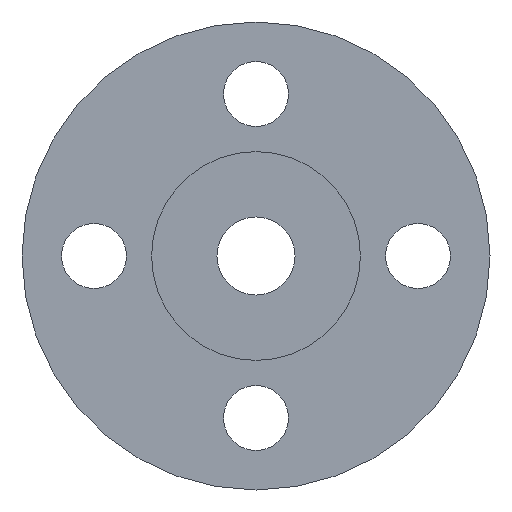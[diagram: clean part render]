
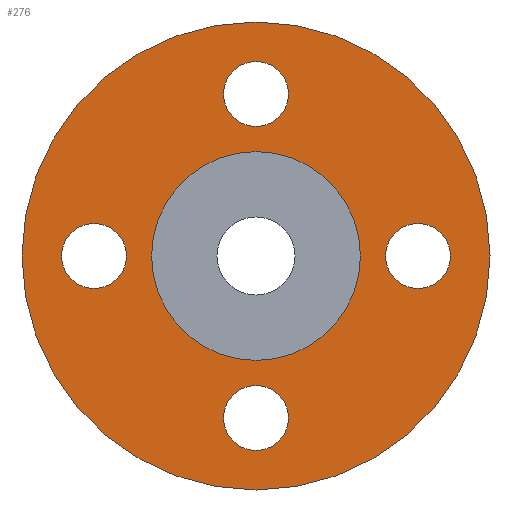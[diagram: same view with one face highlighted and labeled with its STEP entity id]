
A CAD part, front view. The second image highlights one B-rep face of the part: STEP entity #276.
In plain terms, the highlighted planar face has unit normal (0, -1, 0).
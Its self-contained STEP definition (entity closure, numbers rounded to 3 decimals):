
#2 = CARTESIAN_POINT ( 'NONE',  ( 0., 2., 0. ) ) ;
#7 = CIRCLE ( 'NONE', #457, 9. ) ;
#8 = ORIENTED_EDGE ( 'NONE', *, *, #49, .F. ) ;
#10 = VERTEX_POINT ( 'NONE', #602 ) ;
#11 = CARTESIAN_POINT ( 'NONE',  ( 0., 2., -45. ) ) ;
#16 = AXIS2_PLACEMENT_3D ( 'NONE', #11, #562, #565 ) ;
#27 = CIRCLE ( 'NONE', #564, 9. ) ;
#32 = CARTESIAN_POINT ( 'NONE',  ( 0., 2., 36. ) ) ;
#38 = VERTEX_POINT ( 'NONE', #738 ) ;
#40 = EDGE_CURVE ( 'NONE', #72, #176, #27, .T. ) ;
#46 = DIRECTION ( 'NONE',  ( 0., 0., -1. ) ) ;
#49 = EDGE_CURVE ( 'NONE', #38, #204, #302, .T. ) ;
#53 = CARTESIAN_POINT ( 'NONE',  ( 0., 2., -29. ) ) ;
#59 = DIRECTION ( 'NONE',  ( 0., -1., 0. ) ) ;
#64 = FACE_BOUND ( 'NONE', #447, .T. ) ;
#71 = FACE_BOUND ( 'NONE', #373, .T. ) ;
#72 = VERTEX_POINT ( 'NONE', #32 ) ;
#74 = AXIS2_PLACEMENT_3D ( 'NONE', #438, #684, #166 ) ;
#75 = VERTEX_POINT ( 'NONE', #637 ) ;
#97 = CARTESIAN_POINT ( 'NONE',  ( -45., 2., 9. ) ) ;
#110 = VERTEX_POINT ( 'NONE', #355 ) ;
#122 = EDGE_LOOP ( 'NONE', ( #706, #394 ) ) ;
#129 = DIRECTION ( 'NONE',  ( 0., 0., -1. ) ) ;
#144 = VERTEX_POINT ( 'NONE', #53 ) ;
#146 = CARTESIAN_POINT ( 'NONE',  ( 0., 2., 0. ) ) ;
#152 = CARTESIAN_POINT ( 'NONE',  ( 0., 2., 45. ) ) ;
#155 = AXIS2_PLACEMENT_3D ( 'NONE', #174, #357, #669 ) ;
#158 = EDGE_LOOP ( 'NONE', ( #423, #341 ) ) ;
#160 = DIRECTION ( 'NONE',  ( 0., 0., 1. ) ) ;
#166 = DIRECTION ( 'NONE',  ( 0., 0., -1. ) ) ;
#174 = CARTESIAN_POINT ( 'NONE',  ( 0., 2., 0. ) ) ;
#176 = VERTEX_POINT ( 'NONE', #725 ) ;
#179 = DIRECTION ( 'NONE',  ( 0., -1., 0. ) ) ;
#182 = AXIS2_PLACEMENT_3D ( 'NONE', #262, #622, #255 ) ;
#183 = DIRECTION ( 'NONE',  ( 0., 0., -1. ) ) ;
#185 = EDGE_CURVE ( 'NONE', #520, #579, #7, .T. ) ;
#192 = DIRECTION ( 'NONE',  ( 0., 1., 0. ) ) ;
#202 = EDGE_CURVE ( 'NONE', #575, #75, #664, .T. ) ;
#204 = VERTEX_POINT ( 'NONE', #785 ) ;
#252 = FACE_BOUND ( 'NONE', #593, .T. ) ;
#255 = DIRECTION ( 'NONE',  ( 0., 0., -1. ) ) ;
#262 = CARTESIAN_POINT ( 'NONE',  ( -45., 2., 0. ) ) ;
#267 = VERTEX_POINT ( 'NONE', #491 ) ;
#270 = EDGE_CURVE ( 'NONE', #75, #575, #468, .T. ) ;
#276 = ADVANCED_FACE ( 'NONE', ( #568, #71, #625, #64, #252, #445 ), #442, .T. ) ;
#280 = DIRECTION ( 'NONE',  ( 0., 1., 0. ) ) ;
#289 = DIRECTION ( 'NONE',  ( 0., 0., -1. ) ) ;
#302 = CIRCLE ( 'NONE', #155, 65. ) ;
#310 = ORIENTED_EDGE ( 'NONE', *, *, #474, .T. ) ;
#315 = EDGE_CURVE ( 'NONE', #110, #267, #787, .T. ) ;
#336 = EDGE_CURVE ( 'NONE', #579, #520, #700, .T. ) ;
#341 = ORIENTED_EDGE ( 'NONE', *, *, #185, .F. ) ;
#346 = DIRECTION ( 'NONE',  ( 0., -1., 0. ) ) ;
#355 = CARTESIAN_POINT ( 'NONE',  ( 0., 2., -54. ) ) ;
#357 = DIRECTION ( 'NONE',  ( 0., 1., 0. ) ) ;
#364 = CIRCLE ( 'NONE', #74, 9. ) ;
#366 = AXIS2_PLACEMENT_3D ( 'NONE', #688, #509, #129 ) ;
#373 = EDGE_LOOP ( 'NONE', ( #409, #693 ) ) ;
#375 = EDGE_CURVE ( 'NONE', #204, #38, #578, .T. ) ;
#384 = ORIENTED_EDGE ( 'NONE', *, *, #315, .F. ) ;
#387 = EDGE_CURVE ( 'NONE', #267, #110, #364, .T. ) ;
#389 = CIRCLE ( 'NONE', #570, 29. ) ;
#394 = ORIENTED_EDGE ( 'NONE', *, *, #270, .F. ) ;
#409 = ORIENTED_EDGE ( 'NONE', *, *, #40, .F. ) ;
#417 = AXIS2_PLACEMENT_3D ( 'NONE', #2, #192, #503 ) ;
#421 = CARTESIAN_POINT ( 'NONE',  ( 45., 2., 0. ) ) ;
#423 = ORIENTED_EDGE ( 'NONE', *, *, #336, .F. ) ;
#433 = CARTESIAN_POINT ( 'NONE',  ( -45., 2., 0. ) ) ;
#438 = CARTESIAN_POINT ( 'NONE',  ( 0., 2., -45. ) ) ;
#442 = PLANE ( 'NONE',  #366 ) ;
#445 = FACE_OUTER_BOUND ( 'NONE', #483, .T. ) ;
#447 = EDGE_LOOP ( 'NONE', ( #384, #804 ) ) ;
#451 = EDGE_CURVE ( 'NONE', #176, #72, #560, .T. ) ;
#457 = AXIS2_PLACEMENT_3D ( 'NONE', #433, #749, #183 ) ;
#468 = CIRCLE ( 'NONE', #510, 9. ) ;
#474 = EDGE_CURVE ( 'NONE', #10, #144, #635, .T. ) ;
#481 = DIRECTION ( 'NONE',  ( 0., 0., -1. ) ) ;
#483 = EDGE_LOOP ( 'NONE', ( #703, #8 ) ) ;
#491 = CARTESIAN_POINT ( 'NONE',  ( 0., 2., -36. ) ) ;
#503 = DIRECTION ( 'NONE',  ( 0., 0., 1. ) ) ;
#509 = DIRECTION ( 'NONE',  ( 0., -1., 0. ) ) ;
#510 = AXIS2_PLACEMENT_3D ( 'NONE', #743, #179, #613 ) ;
#519 = EDGE_CURVE ( 'NONE', #144, #10, #389, .T. ) ;
#520 = VERTEX_POINT ( 'NONE', #97 ) ;
#523 = AXIS2_PLACEMENT_3D ( 'NONE', #421, #59, #481 ) ;
#529 = DIRECTION ( 'NONE',  ( 0., 0., 1. ) ) ;
#539 = CARTESIAN_POINT ( 'NONE',  ( 0., 2., 0. ) ) ;
#555 = CARTESIAN_POINT ( 'NONE',  ( -45., 2., -9. ) ) ;
#560 = CIRCLE ( 'NONE', #690, 9. ) ;
#562 = DIRECTION ( 'NONE',  ( 0., -1., 0. ) ) ;
#564 = AXIS2_PLACEMENT_3D ( 'NONE', #152, #346, #289 ) ;
#565 = DIRECTION ( 'NONE',  ( 0., 0., -1. ) ) ;
#568 = FACE_BOUND ( 'NONE', #122, .T. ) ;
#570 = AXIS2_PLACEMENT_3D ( 'NONE', #539, #775, #160 ) ;
#575 = VERTEX_POINT ( 'NONE', #801 ) ;
#578 = CIRCLE ( 'NONE', #417, 65. ) ;
#579 = VERTEX_POINT ( 'NONE', #555 ) ;
#593 = EDGE_LOOP ( 'NONE', ( #310, #680 ) ) ;
#601 = CARTESIAN_POINT ( 'NONE',  ( 0., 2., 45. ) ) ;
#602 = CARTESIAN_POINT ( 'NONE',  ( 0., 2., 29. ) ) ;
#613 = DIRECTION ( 'NONE',  ( 0., 0., -1. ) ) ;
#622 = DIRECTION ( 'NONE',  ( 0., -1., 0. ) ) ;
#625 = FACE_BOUND ( 'NONE', #158, .T. ) ;
#635 = CIRCLE ( 'NONE', #797, 29. ) ;
#637 = CARTESIAN_POINT ( 'NONE',  ( 45., 2., 9. ) ) ;
#664 = CIRCLE ( 'NONE', #523, 9. ) ;
#669 = DIRECTION ( 'NONE',  ( 0., 0., 1. ) ) ;
#680 = ORIENTED_EDGE ( 'NONE', *, *, #519, .T. ) ;
#684 = DIRECTION ( 'NONE',  ( 0., -1., 0. ) ) ;
#688 = CARTESIAN_POINT ( 'NONE',  ( 0., 2., 29. ) ) ;
#690 = AXIS2_PLACEMENT_3D ( 'NONE', #601, #779, #46 ) ;
#693 = ORIENTED_EDGE ( 'NONE', *, *, #451, .F. ) ;
#700 = CIRCLE ( 'NONE', #182, 9. ) ;
#703 = ORIENTED_EDGE ( 'NONE', *, *, #375, .F. ) ;
#706 = ORIENTED_EDGE ( 'NONE', *, *, #202, .F. ) ;
#725 = CARTESIAN_POINT ( 'NONE',  ( 0., 2., 54. ) ) ;
#738 = CARTESIAN_POINT ( 'NONE',  ( 0., 2., -65. ) ) ;
#743 = CARTESIAN_POINT ( 'NONE',  ( 45., 2., 0. ) ) ;
#749 = DIRECTION ( 'NONE',  ( 0., -1., 0. ) ) ;
#775 = DIRECTION ( 'NONE',  ( 0., 1., 0. ) ) ;
#779 = DIRECTION ( 'NONE',  ( 0., -1., 0. ) ) ;
#785 = CARTESIAN_POINT ( 'NONE',  ( 0., 2., 65. ) ) ;
#787 = CIRCLE ( 'NONE', #16, 9. ) ;
#797 = AXIS2_PLACEMENT_3D ( 'NONE', #146, #280, #529 ) ;
#801 = CARTESIAN_POINT ( 'NONE',  ( 45., 2., -9. ) ) ;
#804 = ORIENTED_EDGE ( 'NONE', *, *, #387, .F. ) ;
